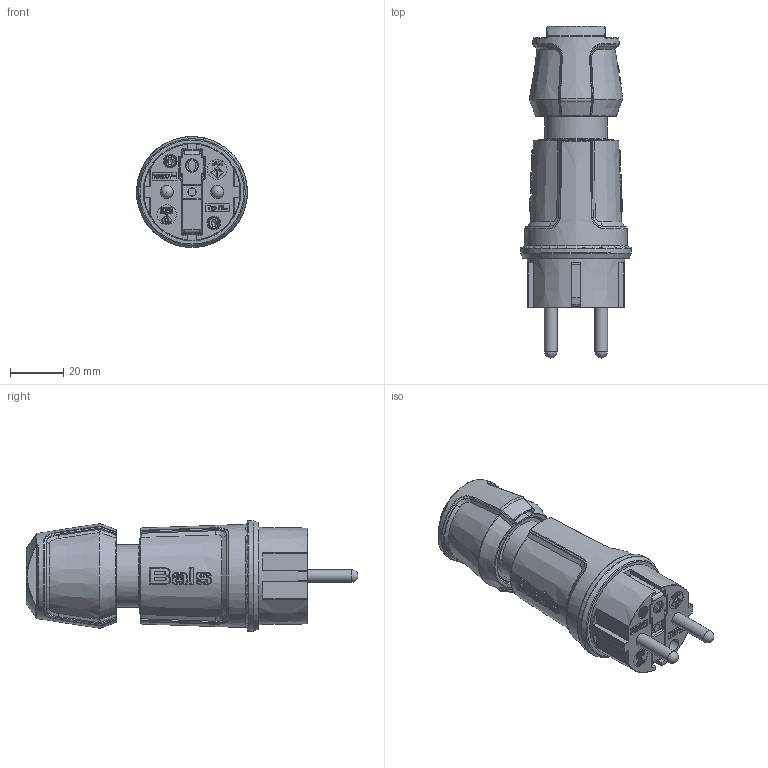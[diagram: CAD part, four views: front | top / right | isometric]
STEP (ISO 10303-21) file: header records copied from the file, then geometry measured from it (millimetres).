
FILE_DESCRIPTION(/* description */ (''),/* implementation_level */ '2;1');
FILE_NAME(/* name */ '7370.stp',/* time_stamp */ '2023-09-21T08:59:35+02:00',/* author */ ('massmann'),/* organization */ (''),/* preprocessor_version */ 'ST-DEVELOPER v17',/* originating_system */ 'Autodesk Inventor 2018',/* authorisation */ '');
FILE_SCHEMA (('AUTOMOTIVE_DESIGN { 1 0 10303 214 3 1 1 }'));
Products named in the file (1): 7370
Bounding box: 41.79 x 125 x 41.8 mm (x, y, z)
Volume: 92663.6 mm3; surface area: 19942.4 mm2
Topology: 1 solids, 1 shells, 1415 faces, 3977 edges, 2640 vertices
Faces by surface type: plane 698, bspline 417, cylinder 139, cone 81, torus 74, sphere 6
Full cylindrical faces by diameter (mm): 0.237 x1, 0.38 x1, 3 x1, 3.1 x1, 4.8 x2, 4.9 x2, 5 x1, 5.1 x2, 7.389 x2, 14 x1, 23.5 x1, 27 x1, 41.8 x1
Entity records: 63324 total; most frequent: CARTESIAN_POINT 28997, ORIENTED_EDGE 7936, DIRECTION 5194, EDGE_CURVE 3968, VERTEX_POINT 2640, LINE 1834, VECTOR 1834, AXIS2_PLACEMENT_3D 1680
